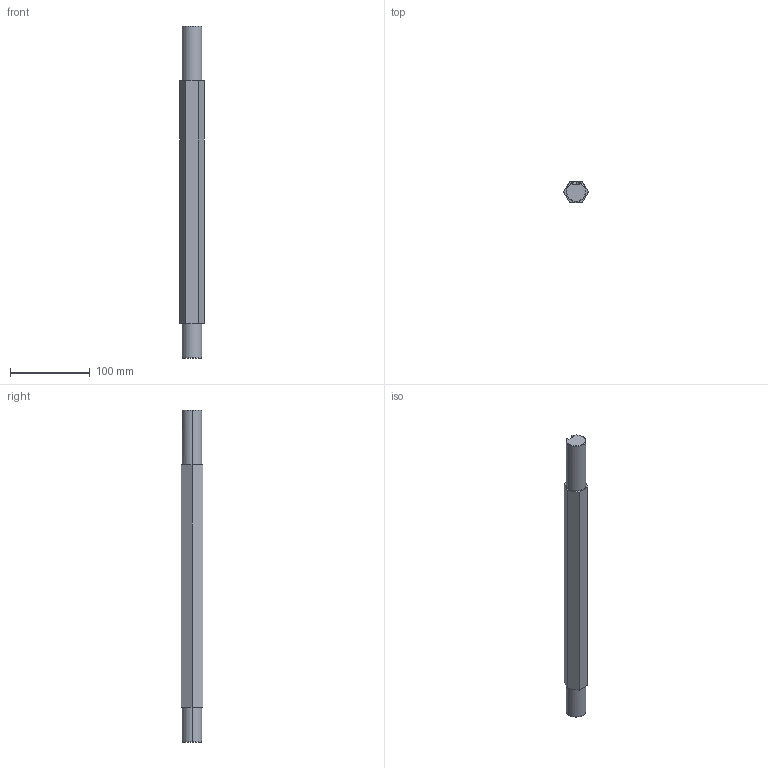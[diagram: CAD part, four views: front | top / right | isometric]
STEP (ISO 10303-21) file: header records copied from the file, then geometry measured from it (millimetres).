
FILE_DESCRIPTION (( 'STEP AP214' ), '1' );
FILE_NAME ('BRCP01-H01-01-A-AXE.STEP', '2024-07-24T14:36:27', ( 'T' ), ( 'F' ), 'SwSTEP 2.0', 'SolidWorks 2001340', '' );
FILE_SCHEMA (( 'AUTOMOTIVE_DESIGN' ));
Length unit declared in the file: millimetre
Products named in the file (1): BRCP01-H01-01-A-AXE
Bounding box: 31.18 x 27 x 417.5 mm (x, y, z)
Volume: 246999.1 mm3; surface area: 38740.2 mm2
Topology: 1 solids, 1 shells, 24 faces, 56 edges, 36 vertices
Faces by surface type: plane 13, cylinder 6, cone 5
Entity records: 739 total; most frequent: CARTESIAN_POINT 157, DIRECTION 118, ORIENTED_EDGE 112, EDGE_CURVE 56, AXIS2_PLACEMENT_3D 41, VERTEX_POINT 36, LINE 36, VECTOR 36
